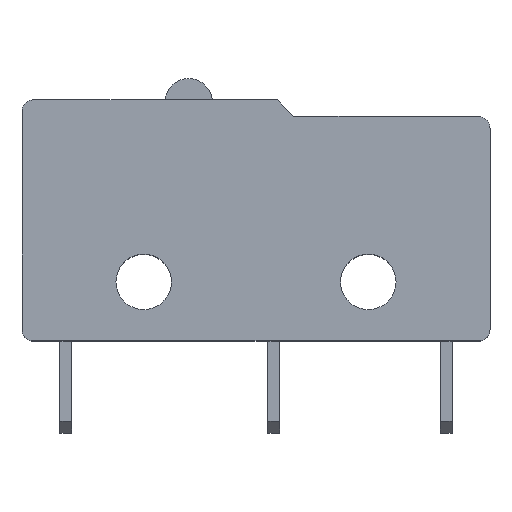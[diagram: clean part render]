
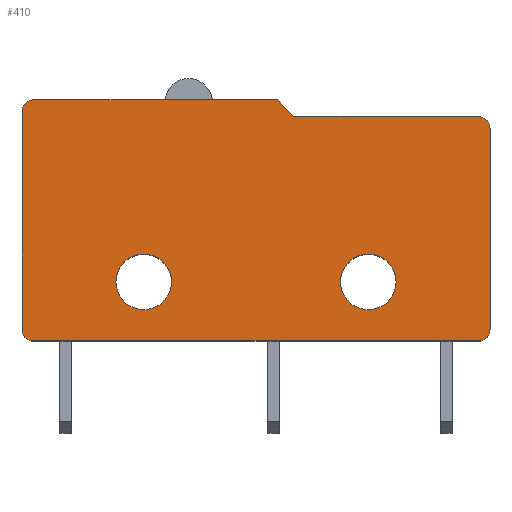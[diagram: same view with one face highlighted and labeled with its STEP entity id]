
A CAD part, top view. The second image highlights one B-rep face of the part: STEP entity #410.
In plain terms, the highlighted planar face has unit normal (0, 0, 1).
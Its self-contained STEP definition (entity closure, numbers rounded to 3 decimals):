
#4 = DIRECTION ( 'NONE',  ( 0., -1., 0. ) ) ;
#10 = VERTEX_POINT ( 'NONE', #86 ) ;
#11 = CIRCLE ( 'NONE', #530, 1.175 ) ;
#14 = CARTESIAN_POINT ( 'NONE',  ( 9.9, 5.1, 6.4 ) ) ;
#17 = CARTESIAN_POINT ( 'NONE',  ( 9.4, 4.4, 6.4 ) ) ;
#19 = LINE ( 'NONE', #1263, #628 ) ;
#25 = AXIS2_PLACEMENT_3D ( 'NONE', #436, #236, #140 ) ;
#53 = AXIS2_PLACEMENT_3D ( 'NONE', #288, #1161, #690 ) ;
#56 = VERTEX_POINT ( 'NONE', #604 ) ;
#62 = VECTOR ( 'NONE', #193, 1000. ) ;
#86 = CARTESIAN_POINT ( 'NONE',  ( -9.9, -4.6, 6.4 ) ) ;
#100 = ORIENTED_EDGE ( 'NONE', *, *, #416, .T. ) ;
#104 = ORIENTED_EDGE ( 'NONE', *, *, #732, .T. ) ;
#114 = DIRECTION ( 'NONE',  ( 0., 0., 1. ) ) ;
#116 = CIRCLE ( 'NONE', #1133, 0.5 ) ;
#133 = CIRCLE ( 'NONE', #880, 1.175 ) ;
#140 = DIRECTION ( 'NONE',  ( 1., 0., 0. ) ) ;
#157 = DIRECTION ( 'NONE',  ( 0., 0., 1. ) ) ;
#165 = ORIENTED_EDGE ( 'NONE', *, *, #864, .F. ) ;
#181 = LINE ( 'NONE', #498, #62 ) ;
#187 = EDGE_CURVE ( 'NONE', #886, #1052, #222, .T. ) ;
#193 = DIRECTION ( 'NONE',  ( 0.707, -0.707, 0. ) ) ;
#197 = EDGE_CURVE ( 'NONE', #287, #1010, #19, .T. ) ;
#200 = VECTOR ( 'NONE', #1012, 1000. ) ;
#210 = DIRECTION ( 'NONE',  ( -1., 0., 0. ) ) ;
#222 = CIRCLE ( 'NONE', #374, 0.5 ) ;
#226 = CARTESIAN_POINT ( 'NONE',  ( -9.9, 5.1, 6.4 ) ) ;
#232 = CIRCLE ( 'NONE', #53, 1.175 ) ;
#236 = DIRECTION ( 'NONE',  ( 0., 0., 1. ) ) ;
#252 = EDGE_CURVE ( 'NONE', #1117, #1292, #333, .T. ) ;
#273 = ORIENTED_EDGE ( 'NONE', *, *, #326, .T. ) ;
#287 = VERTEX_POINT ( 'NONE', #877 ) ;
#288 = CARTESIAN_POINT ( 'NONE',  ( 4.75, -2.6, 6.4 ) ) ;
#301 = VECTOR ( 'NONE', #4, 1000. ) ;
#316 = ORIENTED_EDGE ( 'NONE', *, *, #1271, .F. ) ;
#326 = EDGE_CURVE ( 'NONE', #1010, #56, #116, .T. ) ;
#333 = CIRCLE ( 'NONE', #25, 1.175 ) ;
#359 = VECTOR ( 'NONE', #868, 1000. ) ;
#367 = CARTESIAN_POINT ( 'NONE',  ( 4.75, -2.6, 6.4 ) ) ;
#374 = AXIS2_PLACEMENT_3D ( 'NONE', #1114, #114, #210 ) ;
#398 = DIRECTION ( 'NONE',  ( 1., 0., 0. ) ) ;
#410 = ADVANCED_FACE ( 'NONE', ( #1162, #549, #768 ), #685, .F. ) ;
#416 = EDGE_CURVE ( 'NONE', #10, #287, #688, .T. ) ;
#432 = AXIS2_PLACEMENT_3D ( 'NONE', #967, #157, #1079 ) ;
#436 = CARTESIAN_POINT ( 'NONE',  ( -4.75, -2.6, 6.4 ) ) ;
#439 = ORIENTED_EDGE ( 'NONE', *, *, #197, .T. ) ;
#482 = DIRECTION ( 'NONE',  ( 0., 0., 1. ) ) ;
#484 = EDGE_CURVE ( 'NONE', #1292, #1117, #133, .T. ) ;
#491 = ORIENTED_EDGE ( 'NONE', *, *, #838, .F. ) ;
#496 = EDGE_CURVE ( 'NONE', #1323, #716, #683, .T. ) ;
#497 = LINE ( 'NONE', #808, #200 ) ;
#498 = CARTESIAN_POINT ( 'NONE',  ( 3.003, 3.003, 6.4 ) ) ;
#500 = AXIS2_PLACEMENT_3D ( 'NONE', #990, #761, #889 ) ;
#520 = EDGE_CURVE ( 'NONE', #817, #1323, #497, .T. ) ;
#525 = VERTEX_POINT ( 'NONE', #1000 ) ;
#530 = AXIS2_PLACEMENT_3D ( 'NONE', #367, #1314, #398 ) ;
#546 = CARTESIAN_POINT ( 'NONE',  ( -5.925, -2.6, 6.4 ) ) ;
#549 = FACE_BOUND ( 'NONE', #559, .T. ) ;
#559 = EDGE_LOOP ( 'NONE', ( #677, #165 ) ) ;
#563 = ORIENTED_EDGE ( 'NONE', *, *, #484, .F. ) ;
#578 = CARTESIAN_POINT ( 'NONE',  ( -9.4, 5.1, 6.4 ) ) ;
#604 = CARTESIAN_POINT ( 'NONE',  ( 9.9, -4.6, 6.4 ) ) ;
#628 = VECTOR ( 'NONE', #1257, 1000. ) ;
#641 = DIRECTION ( 'NONE',  ( -1., 0., 0. ) ) ;
#675 = CARTESIAN_POINT ( 'NONE',  ( -4.75, -2.6, 6.4 ) ) ;
#677 = ORIENTED_EDGE ( 'NONE', *, *, #892, .F. ) ;
#683 = CIRCLE ( 'NONE', #1286, 0.5 ) ;
#685 = PLANE ( 'NONE',  #500 ) ;
#688 = CIRCLE ( 'NONE', #432, 0.5 ) ;
#690 = DIRECTION ( 'NONE',  ( 1., 0., 0. ) ) ;
#704 = LINE ( 'NONE', #758, #359 ) ;
#716 = VERTEX_POINT ( 'NONE', #1258 ) ;
#732 = EDGE_CURVE ( 'NONE', #56, #886, #828, .T. ) ;
#756 = ORIENTED_EDGE ( 'NONE', *, *, #252, .F. ) ;
#758 = CARTESIAN_POINT ( 'NONE',  ( 0., 4.4, 6.4 ) ) ;
#759 = DIRECTION ( 'NONE',  ( 0., 0., 1. ) ) ;
#761 = DIRECTION ( 'NONE',  ( 0., 0., -1. ) ) ;
#768 = FACE_OUTER_BOUND ( 'NONE', #782, .T. ) ;
#770 = CARTESIAN_POINT ( 'NONE',  ( -3.575, -2.6, 6.4 ) ) ;
#782 = EDGE_LOOP ( 'NONE', ( #104, #901, #491, #316, #1166, #787, #1304, #100, #439, #273 ) ) ;
#787 = ORIENTED_EDGE ( 'NONE', *, *, #496, .T. ) ;
#801 = VERTEX_POINT ( 'NONE', #1171 ) ;
#808 = CARTESIAN_POINT ( 'NONE',  ( 9.9, 5.1, 6.4 ) ) ;
#817 = VERTEX_POINT ( 'NONE', #963 ) ;
#828 = LINE ( 'NONE', #14, #1063 ) ;
#838 = EDGE_CURVE ( 'NONE', #801, #1052, #704, .T. ) ;
#855 = CARTESIAN_POINT ( 'NONE',  ( 9.4, -4.6, 6.4 ) ) ;
#864 = EDGE_CURVE ( 'NONE', #1191, #525, #11, .T. ) ;
#868 = DIRECTION ( 'NONE',  ( 1., 0., 0. ) ) ;
#877 = CARTESIAN_POINT ( 'NONE',  ( -9.4, -5.1, 6.4 ) ) ;
#880 = AXIS2_PLACEMENT_3D ( 'NONE', #675, #896, #884 ) ;
#884 = DIRECTION ( 'NONE',  ( 1., 0., 0. ) ) ;
#886 = VERTEX_POINT ( 'NONE', #1106 ) ;
#889 = DIRECTION ( 'NONE',  ( -1., 0., 0. ) ) ;
#891 = CARTESIAN_POINT ( 'NONE',  ( 3.575, -2.6, 6.4 ) ) ;
#892 = EDGE_CURVE ( 'NONE', #525, #1191, #232, .T. ) ;
#896 = DIRECTION ( 'NONE',  ( 0., 0., 1. ) ) ;
#901 = ORIENTED_EDGE ( 'NONE', *, *, #187, .T. ) ;
#936 = CARTESIAN_POINT ( 'NONE',  ( 9.4, -5.1, 6.4 ) ) ;
#945 = DIRECTION ( 'NONE',  ( 0., 1., 0. ) ) ;
#956 = EDGE_CURVE ( 'NONE', #716, #10, #1021, .T. ) ;
#963 = CARTESIAN_POINT ( 'NONE',  ( 0.905, 5.1, 6.4 ) ) ;
#967 = CARTESIAN_POINT ( 'NONE',  ( -9.4, -4.6, 6.4 ) ) ;
#990 = CARTESIAN_POINT ( 'NONE',  ( 0., 0., 6.4 ) ) ;
#997 = EDGE_LOOP ( 'NONE', ( #563, #756 ) ) ;
#1000 = CARTESIAN_POINT ( 'NONE',  ( 5.925, -2.6, 6.4 ) ) ;
#1010 = VERTEX_POINT ( 'NONE', #936 ) ;
#1012 = DIRECTION ( 'NONE',  ( -1., 0., 0. ) ) ;
#1021 = LINE ( 'NONE', #226, #301 ) ;
#1052 = VERTEX_POINT ( 'NONE', #17 ) ;
#1063 = VECTOR ( 'NONE', #945, 1000. ) ;
#1079 = DIRECTION ( 'NONE',  ( -1., 0., 0. ) ) ;
#1106 = CARTESIAN_POINT ( 'NONE',  ( 9.9, 3.9, 6.4 ) ) ;
#1114 = CARTESIAN_POINT ( 'NONE',  ( 9.4, 3.9, 6.4 ) ) ;
#1117 = VERTEX_POINT ( 'NONE', #546 ) ;
#1133 = AXIS2_PLACEMENT_3D ( 'NONE', #855, #759, #641 ) ;
#1161 = DIRECTION ( 'NONE',  ( 0., 0., 1. ) ) ;
#1162 = FACE_BOUND ( 'NONE', #997, .T. ) ;
#1166 = ORIENTED_EDGE ( 'NONE', *, *, #520, .T. ) ;
#1171 = CARTESIAN_POINT ( 'NONE',  ( 1.605, 4.4, 6.4 ) ) ;
#1191 = VERTEX_POINT ( 'NONE', #891 ) ;
#1230 = DIRECTION ( 'NONE',  ( -1., 0., 0. ) ) ;
#1257 = DIRECTION ( 'NONE',  ( 1., 0., 0. ) ) ;
#1258 = CARTESIAN_POINT ( 'NONE',  ( -9.9, 4.6, 6.4 ) ) ;
#1263 = CARTESIAN_POINT ( 'NONE',  ( 9.9, -5.1, 6.4 ) ) ;
#1271 = EDGE_CURVE ( 'NONE', #817, #801, #181, .T. ) ;
#1286 = AXIS2_PLACEMENT_3D ( 'NONE', #1293, #482, #1230 ) ;
#1292 = VERTEX_POINT ( 'NONE', #770 ) ;
#1293 = CARTESIAN_POINT ( 'NONE',  ( -9.4, 4.6, 6.4 ) ) ;
#1304 = ORIENTED_EDGE ( 'NONE', *, *, #956, .T. ) ;
#1314 = DIRECTION ( 'NONE',  ( 0., 0., 1. ) ) ;
#1323 = VERTEX_POINT ( 'NONE', #578 ) ;
